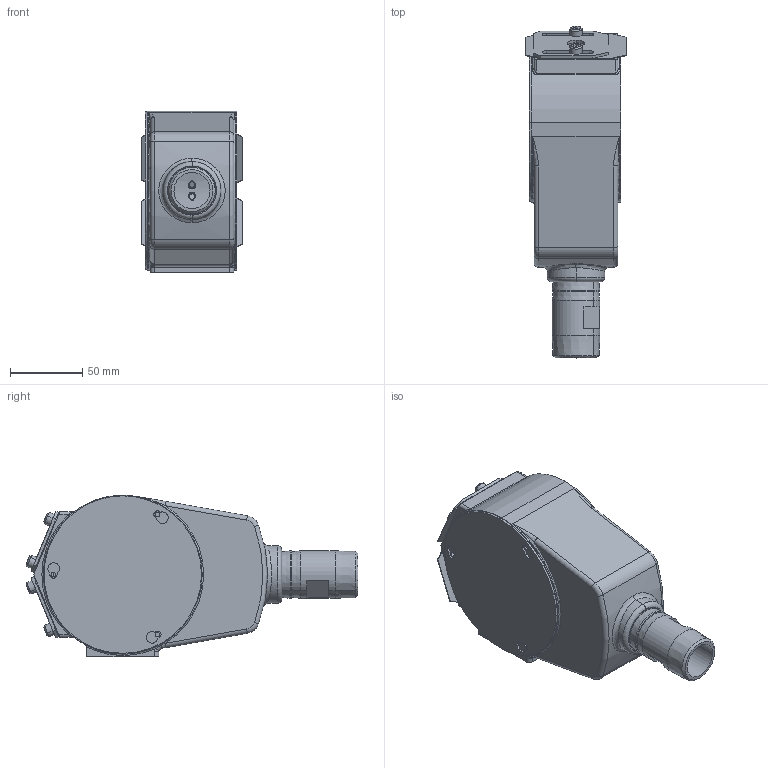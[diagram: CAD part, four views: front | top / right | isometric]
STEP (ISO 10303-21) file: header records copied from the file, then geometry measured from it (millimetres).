
FILE_DESCRIPTION (( 'STEP AP203' ), '1' );
FILE_NAME ('CF-CT-05.STEP', '2019-08-07T02:59:59', ( '' ), ( '' ), 'SwSTEP 2.0', 'SolidWorks 2016', '' );
FILE_SCHEMA (( 'CONFIG_CONTROL_DESIGN' ));
Length unit declared in the file: metre
Products named in the file (7): CF-CT-05-12000; CT-08檢出板A; CT-08檢出板B; M5x10; CF-CT-05; CT-05集水盒本體; CT-08洩油管
Assembly tree (11 placements, depth 2):
  CF-CT-05
    CT-05集水盒本體
    CT-08洩油管
    CF-CT-05-12000
    CT-08檢出板A  x2
    CT-08檢出板B  x2
    M5x10  x4
Bounding box: 70 x 229.76 x 112 mm (x, y, z)
Volume: 250961.5 mm3; surface area: 135584.3 mm2
Topology: 11 solids, 11 shells, 363 faces, 901 edges, 563 vertices
Faces by surface type: plane 164, cylinder 124, cone 36, torus 27, bspline 12
Entity records: 9979 total; most frequent: CARTESIAN_POINT 3050, DIRECTION 1320, ORIENTED_EDGE 1230, EDGE_CURVE 615, AXIS2_PLACEMENT_3D 512, VERTEX_POINT 388, EDGE_LOOP 303, VECTOR 296
